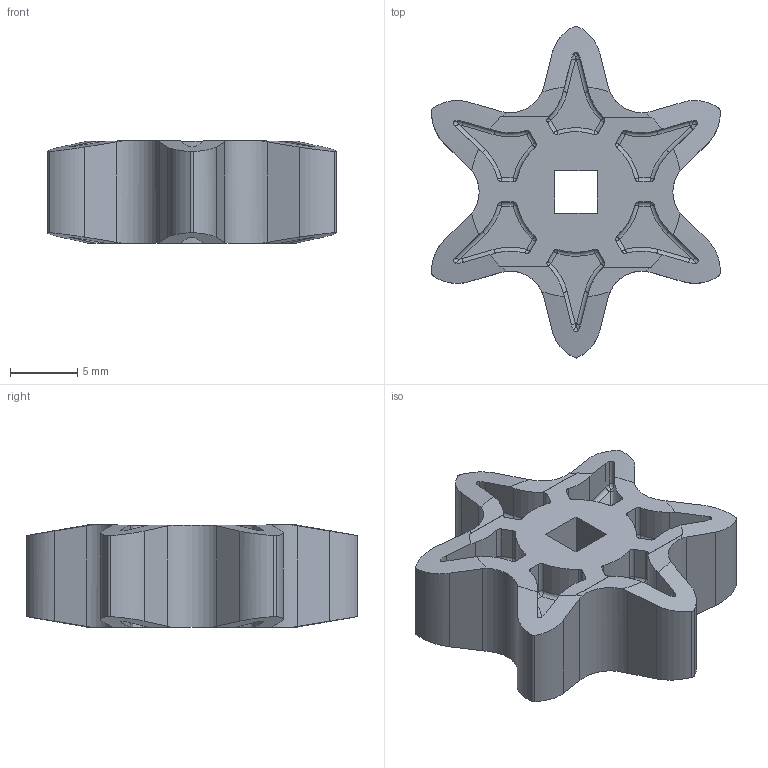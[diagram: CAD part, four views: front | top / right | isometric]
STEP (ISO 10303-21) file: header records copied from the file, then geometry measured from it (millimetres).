
FILE_DESCRIPTION(/* description */ (''),/* implementation_level */ '2;1');
FILE_NAME(/* name */ 'High Strength 6-Tooth Sprocket cut.ipt.step',/* time_stamp */ '2020-04-16T22:56:18-04:00',/* author */ ('Brian'),/* organization */ (''),/* preprocessor_version */ 'ST-DEVELOPER v17',/* originating_system */ 'Autodesk Inventor 2019',/* authorisation */ '');
FILE_SCHEMA (('AUTOMOTIVE_DESIGN { 1 0 10303 214 3 1 1 }'));
Length unit declared in the file: inch
Products named in the file (1): High Strength 6-Tooth Sprocket cut
Bounding box: 21.51 x 24.74 x 7.61 mm (x, y, z)
Volume: 1562.7 mm3; surface area: 1787.9 mm2
Topology: 1 solids, 1 shells, 398 faces, 998 edges, 602 vertices
Faces by surface type: cylinder 186, plane 86, torus 54, sphere 48, cone 12, bspline 12
Entity records: 14257 total; most frequent: CARTESIAN_POINT 4885, DIRECTION 2012, ORIENTED_EDGE 1996, EDGE_CURVE 998, AXIS2_PLACEMENT_3D 823, VERTEX_POINT 602, CIRCLE 436, EDGE_LOOP 400
